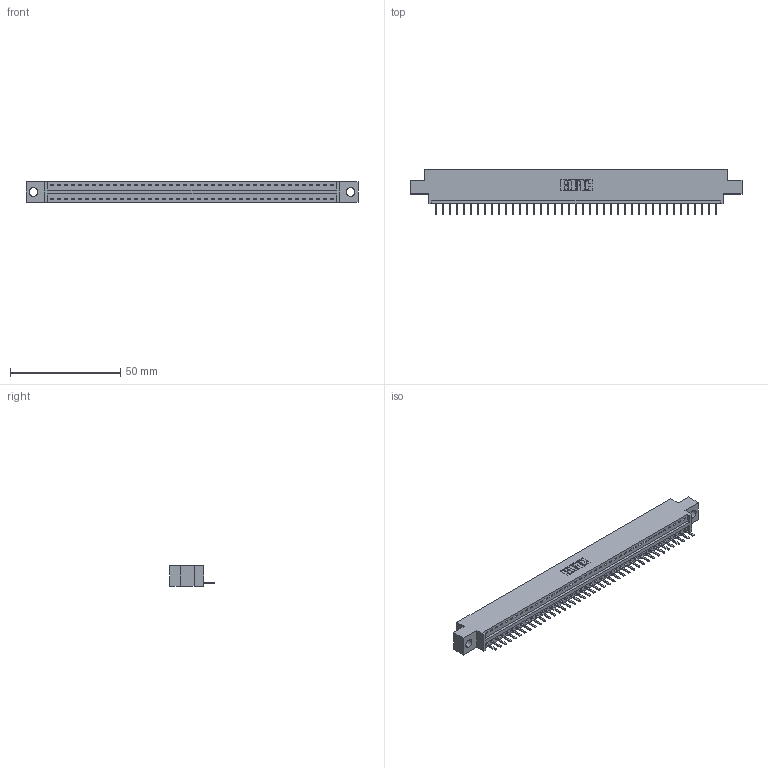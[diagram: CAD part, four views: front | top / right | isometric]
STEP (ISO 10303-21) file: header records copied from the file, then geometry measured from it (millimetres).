
FILE_DESCRIPTION (( 'STEP AP203' ), '1' );
FILE_NAME ('346-041-520-604.STEP', '2022-05-07T11:11:48', ( '' ), ( '' ), 'SwSTEP 2.0', 'SolidWorks 2020', '' );
FILE_SCHEMA (( 'CONFIG_CONTROL_DESIGN' ));
Length unit declared in the file: inch
Products named in the file (3): 346 Part_0.170 Offset - 0.156 Dia-TH; 346-041-520-604; 345-292-001_345-293-120
Assembly tree (42 placements, depth 2):
  346-041-520-604
    346 Part_0.170 Offset - 0.156 Dia-TH
    345-292-001_345-293-120  x41
Bounding box: 150.75 x 20.02 x 9.4 mm (x, y, z)
Volume: 14044.6 mm3; surface area: 17147.1 mm2
Topology: 42 solids, 42 shells, 2682 faces, 7921 edges, 5170 vertices
Faces by surface type: plane 1816, cylinder 866
Entity records: 26245 total; most frequent: CARTESIAN_POINT 4521, ORIENTED_EDGE 4482, DIRECTION 3975, EDGE_CURVE 2241, LINE 1941, VECTOR 1941, VERTEX_POINT 1490, AXIS2_PLACEMENT_3D 1017
